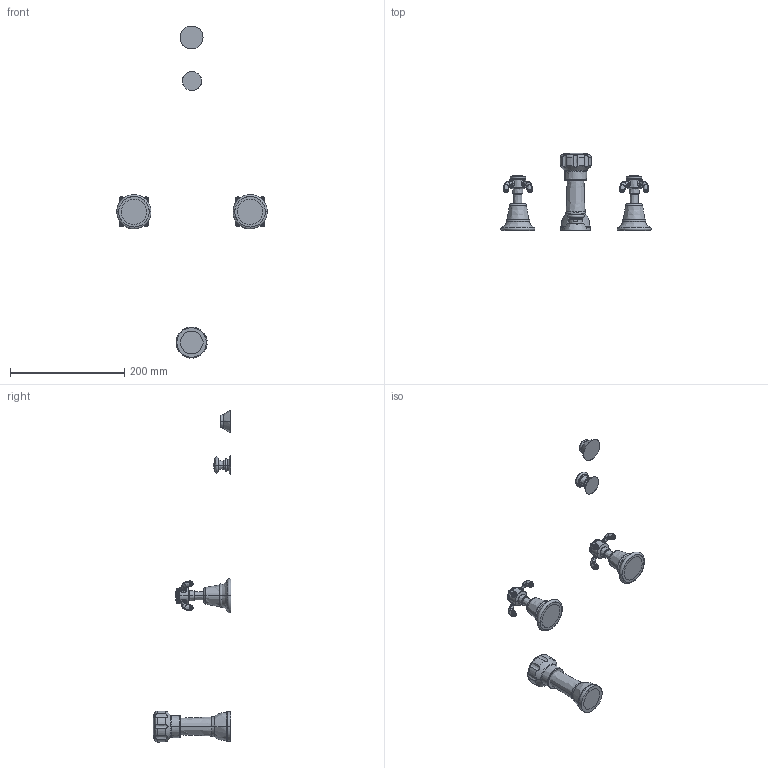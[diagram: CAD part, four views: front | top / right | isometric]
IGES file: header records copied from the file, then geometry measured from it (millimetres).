
Start section:  PTC IGES file: 1689.igs
Global section: file name: 1689.igs; native system: Pro/ENGINEER by Parametric Technology Corporation; preprocessor: 2009300; author: project; organization: Unknown; date: 20101029.102600; units: inch
Bounding box: 262.89 x 135.97 x 580.51 mm (x, y, z)
Surface area: 73184.6 mm2 (no closed solid volume)
Topology: 0 solids, 0 shells, 599 faces, 3116 edges, 3060 vertices
Faces by surface type: bspline 599
